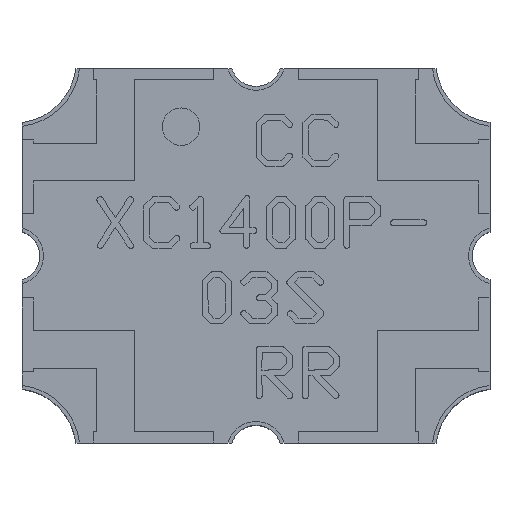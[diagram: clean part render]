
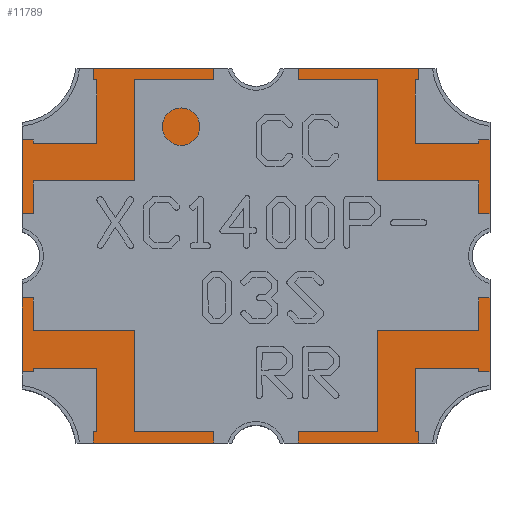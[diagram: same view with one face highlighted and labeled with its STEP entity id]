
A CAD part, top view. The second image highlights one B-rep face of the part: STEP entity #11789.
In plain terms, the highlighted planar face has unit normal (0, 0, 1).
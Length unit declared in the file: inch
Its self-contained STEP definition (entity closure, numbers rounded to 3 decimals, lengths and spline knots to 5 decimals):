
#746=CIRCLE('',#12784,0.0155);
#748=CIRCLE('',#12788,0.035);
#750=CIRCLE('',#12792,0.0155);
#752=CIRCLE('',#12796,0.035);
#754=CIRCLE('',#12800,0.0155);
#756=CIRCLE('',#12804,0.035);
#758=CIRCLE('',#12808,0.0155);
#760=CIRCLE('',#12812,0.035);
#1458=FACE_OUTER_BOUND('',#2091,.T.);
#2091=EDGE_LOOP('',(#10213,#10214,#10215,#10216,#10217,#10218,#10219,#10220,
#10221,#10222,#10223,#10224,#10225,#10226,#10227,#10228));
#3237=LINE('',#18844,#4542);
#3241=LINE('',#18856,#4546);
#3245=LINE('',#18868,#4550);
#3249=LINE('',#18880,#4554);
#3253=LINE('',#18892,#4558);
#3257=LINE('',#18904,#4562);
#3261=LINE('',#18916,#4566);
#3265=LINE('',#18926,#4570);
#4542=VECTOR('',#15500,0.3937);
#4546=VECTOR('',#15512,0.3937);
#4550=VECTOR('',#15524,0.3937);
#4554=VECTOR('',#15536,0.3937);
#4558=VECTOR('',#15548,0.3937);
#4562=VECTOR('',#15560,0.3937);
#4566=VECTOR('',#15572,0.3937);
#4570=VECTOR('',#15584,0.3937);
#5694=VERTEX_POINT('',#18835);
#5695=VERTEX_POINT('',#18837);
#5697=VERTEX_POINT('',#18843);
#5699=VERTEX_POINT('',#18849);
#5701=VERTEX_POINT('',#18855);
#5703=VERTEX_POINT('',#18861);
#5705=VERTEX_POINT('',#18867);
#5707=VERTEX_POINT('',#18873);
#5709=VERTEX_POINT('',#18879);
#5711=VERTEX_POINT('',#18885);
#5713=VERTEX_POINT('',#18891);
#5715=VERTEX_POINT('',#18897);
#5717=VERTEX_POINT('',#18903);
#5719=VERTEX_POINT('',#18909);
#5721=VERTEX_POINT('',#18915);
#5723=VERTEX_POINT('',#18921);
#7220=EDGE_CURVE('',#5695,#5694,#746,.T.);
#7223=EDGE_CURVE('',#5697,#5695,#3237,.T.);
#7226=EDGE_CURVE('',#5699,#5697,#748,.T.);
#7229=EDGE_CURVE('',#5701,#5699,#3241,.T.);
#7232=EDGE_CURVE('',#5703,#5701,#750,.T.);
#7235=EDGE_CURVE('',#5705,#5703,#3245,.T.);
#7238=EDGE_CURVE('',#5707,#5705,#752,.T.);
#7241=EDGE_CURVE('',#5709,#5707,#3249,.T.);
#7244=EDGE_CURVE('',#5711,#5709,#754,.T.);
#7247=EDGE_CURVE('',#5713,#5711,#3253,.T.);
#7250=EDGE_CURVE('',#5715,#5713,#756,.T.);
#7253=EDGE_CURVE('',#5717,#5715,#3257,.T.);
#7256=EDGE_CURVE('',#5719,#5717,#758,.T.);
#7259=EDGE_CURVE('',#5721,#5719,#3261,.T.);
#7262=EDGE_CURVE('',#5723,#5721,#760,.T.);
#7265=EDGE_CURVE('',#5694,#5723,#3265,.T.);
#10213=ORIENTED_EDGE('',*,*,#7265,.T.);
#10214=ORIENTED_EDGE('',*,*,#7262,.T.);
#10215=ORIENTED_EDGE('',*,*,#7259,.T.);
#10216=ORIENTED_EDGE('',*,*,#7256,.T.);
#10217=ORIENTED_EDGE('',*,*,#7253,.T.);
#10218=ORIENTED_EDGE('',*,*,#7250,.T.);
#10219=ORIENTED_EDGE('',*,*,#7247,.T.);
#10220=ORIENTED_EDGE('',*,*,#7244,.T.);
#10221=ORIENTED_EDGE('',*,*,#7241,.T.);
#10222=ORIENTED_EDGE('',*,*,#7238,.T.);
#10223=ORIENTED_EDGE('',*,*,#7235,.T.);
#10224=ORIENTED_EDGE('',*,*,#7232,.T.);
#10225=ORIENTED_EDGE('',*,*,#7229,.T.);
#10226=ORIENTED_EDGE('',*,*,#7226,.T.);
#10227=ORIENTED_EDGE('',*,*,#7223,.T.);
#10228=ORIENTED_EDGE('',*,*,#7220,.T.);
#11205=PLANE('',#12814);
#11789=ADVANCED_FACE('',(#1458),#11205,.T.);
#12784=AXIS2_PLACEMENT_3D('',#18838,#15494,#15495);
#12788=AXIS2_PLACEMENT_3D('',#18850,#15506,#15507);
#12792=AXIS2_PLACEMENT_3D('',#18862,#15518,#15519);
#12796=AXIS2_PLACEMENT_3D('',#18874,#15530,#15531);
#12800=AXIS2_PLACEMENT_3D('',#18886,#15542,#15543);
#12804=AXIS2_PLACEMENT_3D('',#18898,#15554,#15555);
#12808=AXIS2_PLACEMENT_3D('',#18910,#15566,#15567);
#12812=AXIS2_PLACEMENT_3D('',#18922,#15578,#15579);
#12814=AXIS2_PLACEMENT_3D('',#18927,#15585,#15586);
#15494=DIRECTION('center_axis',(0.,0.,-1.));
#15495=DIRECTION('ref_axis',(-0.966,-0.258,0.));
#15500=DIRECTION('',(1.,0.,0.));
#15506=DIRECTION('center_axis',(0.,0.,-1.));
#15507=DIRECTION('ref_axis',(-0.993,-0.114,0.));
#15512=DIRECTION('',(0.,-1.,0.));
#15518=DIRECTION('center_axis',(0.,0.,-1.));
#15519=DIRECTION('ref_axis',(-0.258,0.966,0.));
#15524=DIRECTION('',(0.,-1.,0.));
#15530=DIRECTION('center_axis',(0.,0.,-1.));
#15531=DIRECTION('ref_axis',(-0.114,0.993,0.));
#15536=DIRECTION('',(-1.,0.,0.));
#15542=DIRECTION('center_axis',(0.,0.,-1.));
#15543=DIRECTION('ref_axis',(0.966,0.258,0.));
#15548=DIRECTION('',(-1.,0.,0.));
#15554=DIRECTION('center_axis',(0.,0.,-1.));
#15555=DIRECTION('ref_axis',(0.993,0.114,0.));
#15560=DIRECTION('',(0.,1.,0.));
#15566=DIRECTION('center_axis',(0.,0.,-1.));
#15567=DIRECTION('ref_axis',(0.258,-0.966,0.));
#15572=DIRECTION('',(0.,1.,0.));
#15578=DIRECTION('center_axis',(0.,0.,-1.));
#15579=DIRECTION('ref_axis',(0.114,-0.993,0.));
#15584=DIRECTION('',(1.,0.,0.));
#15585=DIRECTION('center_axis',(0.,0.,1.));
#15586=DIRECTION('ref_axis',(1.,0.,0.));
#18835=CARTESIAN_POINT('',(0.14397,0.004,0.1022));
#18837=CARTESIAN_POINT('',(0.11403,0.004,0.1022));
#18838=CARTESIAN_POINT('Origin',(0.129,0.,
0.1022));
#18843=CARTESIAN_POINT('',(0.03477,0.004,0.1022));
#18844=CARTESIAN_POINT('',(0.03477,0.004,0.1022));
#18849=CARTESIAN_POINT('',(0.004,0.03477,0.1022));
#18850=CARTESIAN_POINT('Origin',(0.,0.,
0.1022));
#18855=CARTESIAN_POINT('',(0.004,0.08903,0.1022));
#18856=CARTESIAN_POINT('',(0.004,0.08903,0.1022));
#18861=CARTESIAN_POINT('',(0.004,0.11897,0.1022));
#18862=CARTESIAN_POINT('Origin',(0.,0.104,
0.1022));
#18867=CARTESIAN_POINT('',(0.004,0.17323,0.1022));
#18868=CARTESIAN_POINT('',(0.004,0.17323,0.1022));
#18873=CARTESIAN_POINT('',(0.03477,0.204,0.1022));
#18874=CARTESIAN_POINT('Origin',(0.,0.208,0.1022));
#18879=CARTESIAN_POINT('',(0.11403,0.204,0.1022));
#18880=CARTESIAN_POINT('',(0.11403,0.204,0.1022));
#18885=CARTESIAN_POINT('',(0.14397,0.204,0.1022));
#18886=CARTESIAN_POINT('Origin',(0.129,0.208,0.1022));
#18891=CARTESIAN_POINT('',(0.22323,0.204,0.1022));
#18892=CARTESIAN_POINT('',(0.22323,0.204,0.1022));
#18897=CARTESIAN_POINT('',(0.254,0.17323,0.1022));
#18898=CARTESIAN_POINT('Origin',(0.258,0.208,0.1022));
#18903=CARTESIAN_POINT('',(0.254,0.11897,0.1022));
#18904=CARTESIAN_POINT('',(0.254,0.11897,0.1022));
#18909=CARTESIAN_POINT('',(0.254,0.08903,0.1022));
#18910=CARTESIAN_POINT('Origin',(0.258,0.104,0.1022));
#18915=CARTESIAN_POINT('',(0.254,0.03477,0.1022));
#18916=CARTESIAN_POINT('',(0.254,0.03477,0.1022));
#18921=CARTESIAN_POINT('',(0.22323,0.004,0.1022));
#18922=CARTESIAN_POINT('Origin',(0.258,0.,
0.1022));
#18926=CARTESIAN_POINT('',(0.14397,0.004,0.1022));
#18927=CARTESIAN_POINT('Origin',(0.129,0.104,0.1022));
